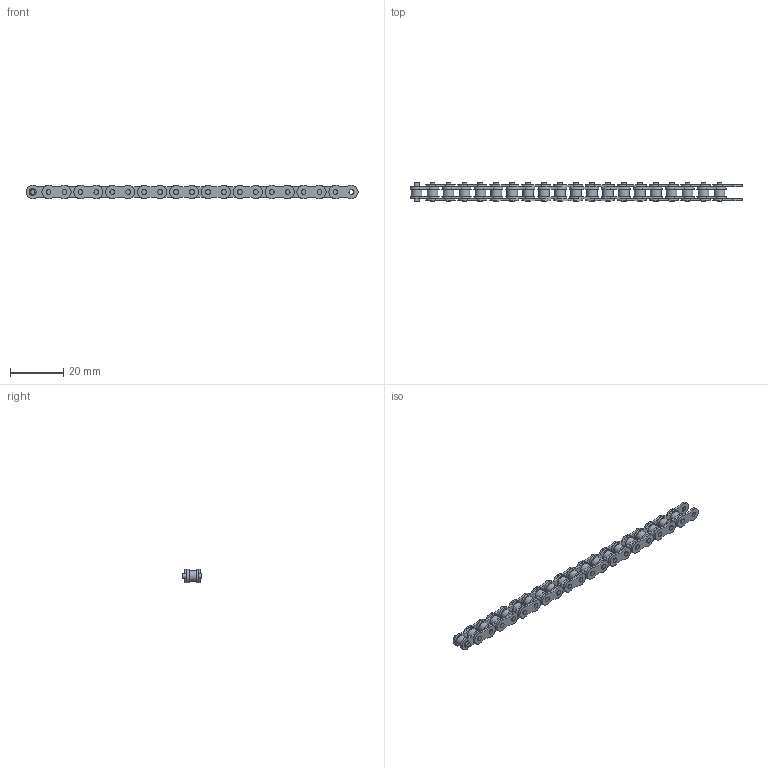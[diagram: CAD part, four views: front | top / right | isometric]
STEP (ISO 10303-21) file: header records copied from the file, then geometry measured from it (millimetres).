
FILE_DESCRIPTION(/* description */ (''),/* implementation_level */ '2;1');
FILE_NAME(/* name */ '700806.stp',/* time_stamp */ '2018-06-11T12:08:08+02:00',/* author */ ('Špaček'),/* organization */ ('Alutec K&K'),/* preprocessor_version */ 'ST-DEVELOPER v16.1',/* originating_system */ 'Autodesk Inventor 2016',/* authorisation */ '');
FILE_SCHEMA (('AUTOMOTIVE_DESIGN { 1 0 10303 214 3 1 1 }'));
Length unit declared in the file: millimetre
Products named in the file (5): 700806-1; 700806-čep; 700806-2; 700806-1-1; 700806
Assembly tree (80 placements, depth 2):
  700806
    700806-1  x20
    700806-čep  x20
    700806-2  x20
    700806-1-1  x20
Bounding box: 124.98 x 7 x 4.99 mm (x, y, z)
Volume: 2208.9 mm3; surface area: 7104.5 mm2
Topology: 80 solids, 80 shells, 540 faces, 1020 edges, 680 vertices
Faces by surface type: cylinder 340, plane 200
Full cylindrical faces by diameter (mm): 1.8 x80, 2.6 x80, 4 x20
Entity records: 1417 total; most frequent: DIRECTION 300, CARTESIAN_POINT 188, AXIS2_PLACEMENT_3D 146, PRODUCT_DEFINITION_SHAPE 85, ORIENTED_EDGE 84, ITEM_DEFINED_TRANSFORMATION 80, CONTEXT_DEPENDENT_SHAPE_REPRESENTATION 80, NEXT_ASSEMBLY_USAGE_OCCURRENCE 80
